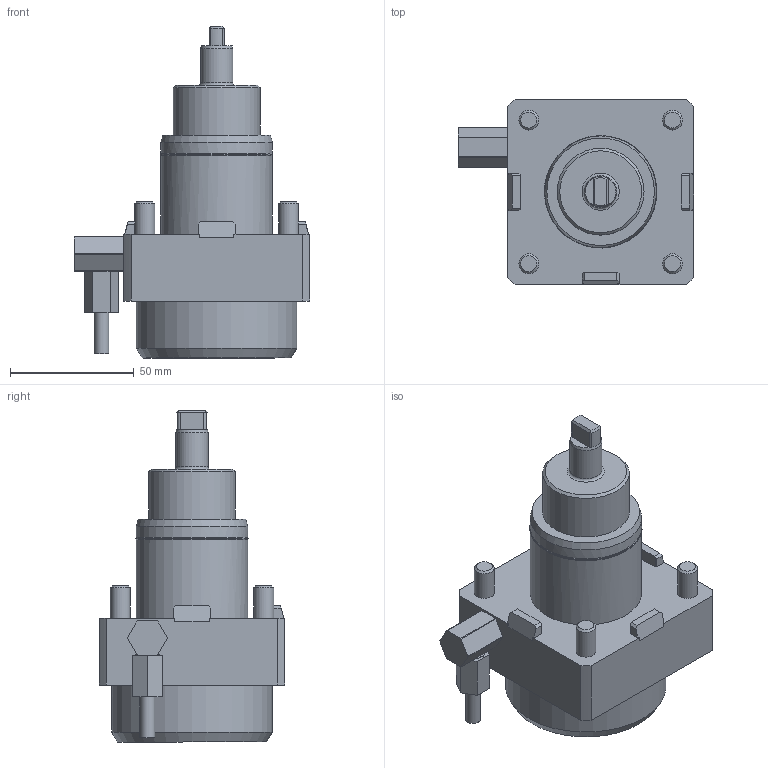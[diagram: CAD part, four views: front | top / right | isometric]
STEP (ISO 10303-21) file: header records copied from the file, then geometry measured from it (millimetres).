
FILE_DESCRIPTION(/* description */ (''),/* implementation_level */ '2;1');
FILE_NAME(/* name */ 'EWS_211094_DIN4003_tmp.stp',/* time_stamp */ '2022-02-07T08:20:36+01:00',/* author */ ('S.Schoenwalter'),/* organization */ (''),/* preprocessor_version */ 'ST-DEVELOPER v18.1',/* originating_system */ 'Autodesk Inventor 2022',/* authorisation */ '');
FILE_SCHEMA (('AUTOMOTIVE_DESIGN { 1 0 10303 214 3 1 1 }'));
Length unit declared in the file: millimetre
Products named in the file (1): EWS_211094_DIN4003
Bounding box: 94.9 x 75 x 134 mm (x, y, z)
Volume: 313699.7 mm3; surface area: 36346.7 mm2
Topology: 1 solids, 1 shells, 129 faces, 331 edges, 218 vertices
Faces by surface type: plane 83, cylinder 31, cone 12, torus 3
Full cylindrical faces by diameter (mm): 6 x1, 8 x4, 13 x1, 35 x1, 45 x2, 45.391 x1, 64.8 x1
Entity records: 4021 total; most frequent: CARTESIAN_POINT 766, DIRECTION 676, ORIENTED_EDGE 662, EDGE_CURVE 331, AXIS2_PLACEMENT_3D 226, LINE 224, VECTOR 224, VERTEX_POINT 218
